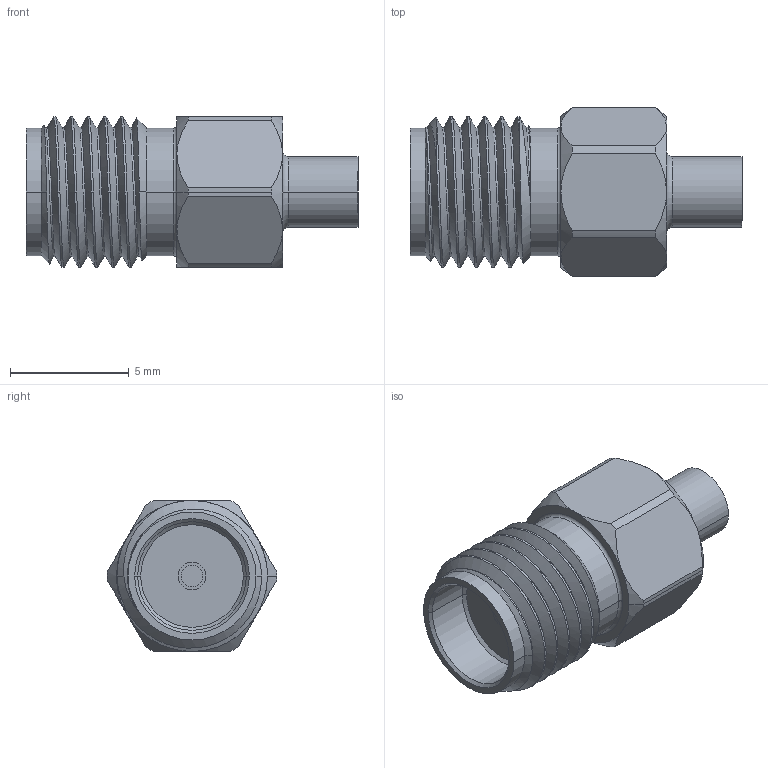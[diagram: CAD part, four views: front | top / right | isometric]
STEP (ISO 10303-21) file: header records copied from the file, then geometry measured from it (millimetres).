
FILE_DESCRIPTION (( 'STEP AP203' ), '1' );
FILE_NAME ('PE4116 ¦ FMCN1423.step', '2019-06-12T20:35:25', ( '' ), ( '' ), 'SwSTEP 2.0', 'SolidWorks 2018', '' );
FILE_SCHEMA (( 'CONFIG_CONTROL_DESIGN' ));
Length unit declared in the file: inch
Products named in the file (1): PE4116 ｦ FMCN1423
Bounding box: 13.97 x 7.14 x 6.35 mm (x, y, z)
Volume: 290.3 mm3; surface area: 421.7 mm2
Topology: 1 solids, 1 shells, 82 faces, 191 edges, 118 vertices
Faces by surface type: cylinder 34, cone 26, plane 15, torus 4, bspline 3
Entity records: 3489 total; most frequent: CARTESIAN_POINT 1628, ORIENTED_EDGE 382, DIRECTION 369, EDGE_CURVE 191, AXIS2_PLACEMENT_3D 158, VERTEX_POINT 118, EDGE_LOOP 89, FACE_OUTER_BOUND 82
